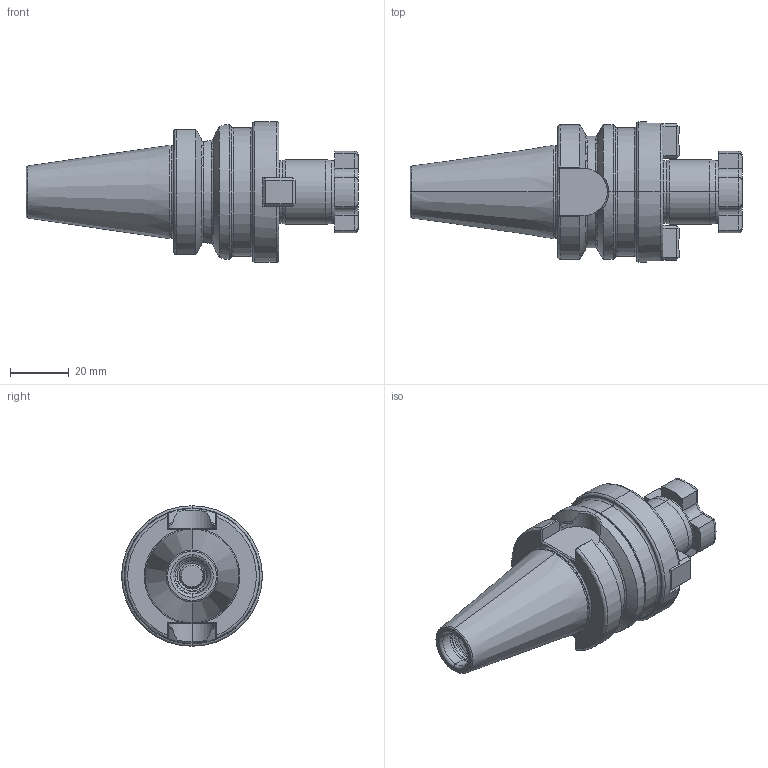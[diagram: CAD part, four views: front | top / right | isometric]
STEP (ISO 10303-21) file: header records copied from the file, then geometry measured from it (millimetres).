
FILE_DESCRIPTION (( 'STEP AP203' ), '1' );
FILE_NAME ('305.11.22.STEP', '2016-11-26T02:17:21', ( '' ), ( '' ), 'SwSTEP 2.0', 'SolidWorks 2012', '' );
FILE_SCHEMA (( 'CONFIG_CONTROL_DESIGN' ));
Length unit declared in the file: millimetre
Products named in the file (5): 305.11.22; 面銑刀墊塊22; 十字螺絲FMB22; 102.11.22_M4xP0.7-12L
Assembly tree (6 placements, depth 2):
  305.11.22
    305.11.22
    十字螺絲FMB22
    面銑刀墊塊22  x2
    102.11.22_M4xP0.7-12L  x2
Bounding box: 113.4 x 48 x 48 mm (x, y, z)
Volume: 83982.5 mm3; surface area: 23503.6 mm2
Topology: 6 solids, 6 shells, 518 faces, 1325 edges, 823 vertices
Faces by surface type: cylinder 235, plane 144, torus 58, cone 53, bspline 28
Entity records: 27110 total; most frequent: CARTESIAN_POINT 17396, ORIENTED_EDGE 2152, DIRECTION 1701, EDGE_CURVE 1076, VERTEX_POINT 673, AXIS2_PLACEMENT_3D 650, EDGE_LOOP 427, ADVANCED_FACE 417
